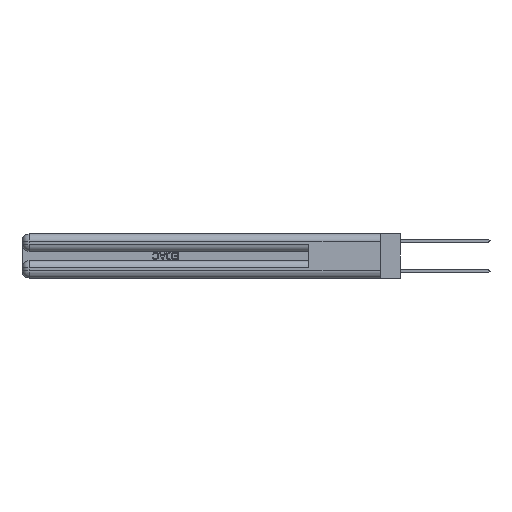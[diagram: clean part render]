
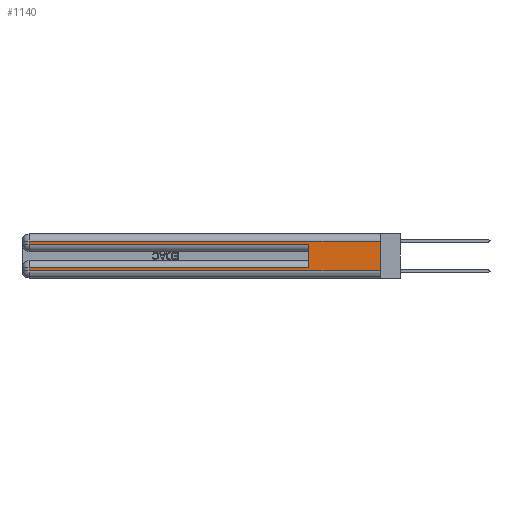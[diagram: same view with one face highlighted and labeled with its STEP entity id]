
A CAD part, left-side view. The second image highlights one B-rep face of the part: STEP entity #1140.
In plain terms, the highlighted planar face has unit normal (-1, 0, 0).
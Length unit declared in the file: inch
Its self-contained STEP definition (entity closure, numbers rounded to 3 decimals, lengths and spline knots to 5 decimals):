
#1071 = LINE ( 'NONE', #11938, #16527 ) ;
#1140 = ADVANCED_FACE ( 'NONE', ( #11021 ), #13570, .F. ) ;
#1495 = CARTESIAN_POINT ( 'NONE',  ( 0., 2.94, 0.085 ) ) ;
#3072 = ORIENTED_EDGE ( 'NONE', *, *, #11234, .T. ) ;
#3392 = CARTESIAN_POINT ( 'NONE',  ( 0., 0., 0.31 ) ) ;
#5555 = CARTESIAN_POINT ( 'NONE',  ( 0., 2.94, 0.37 ) ) ;
#6256 = DIRECTION ( 'NONE',  ( 0., 0., -1. ) ) ;
#6424 = CARTESIAN_POINT ( 'NONE',  ( 0., 2.94, 0.37 ) ) ;
#6678 = EDGE_CURVE ( 'NONE', #11781, #20981, #8732, .T. ) ;
#7193 = DIRECTION ( 'NONE',  ( 0., -1., 0. ) ) ;
#8732 = LINE ( 'NONE', #33938, #35021 ) ;
#9875 = CARTESIAN_POINT ( 'NONE',  ( 0., 0., 0.37 ) ) ;
#10098 = CARTESIAN_POINT ( 'NONE',  ( 0., 0., 0.06 ) ) ;
#10327 = EDGE_CURVE ( 'NONE', #23649, #32699, #31997, .T. ) ;
#10793 = ORIENTED_EDGE ( 'NONE', *, *, #21341, .T. ) ;
#11021 = FACE_OUTER_BOUND ( 'NONE', #25909, .T. ) ;
#11234 = EDGE_CURVE ( 'NONE', #28047, #11781, #19539, .T. ) ;
#11235 = VECTOR ( 'NONE', #34400, 39.37008 ) ;
#11321 = VECTOR ( 'NONE', #22595, 39.37008 ) ;
#11781 = VERTEX_POINT ( 'NONE', #35764 ) ;
#11938 = CARTESIAN_POINT ( 'NONE',  ( 0., 0., 0.085 ) ) ;
#12670 = AXIS2_PLACEMENT_3D ( 'NONE', #33814, #33640, #16507 ) ;
#13169 = EDGE_CURVE ( 'NONE', #30570, #20981, #31033, .T. ) ;
#13429 = DIRECTION ( 'NONE',  ( 0., 1., 0. ) ) ;
#13570 = PLANE ( 'NONE',  #12670 ) ;
#14109 = CARTESIAN_POINT ( 'NONE',  ( 0., 0.6, 0.145 ) ) ;
#14727 = VECTOR ( 'NONE', #17128, 39.37008 ) ;
#15991 = EDGE_CURVE ( 'NONE', #28442, #23170, #28527, .T. ) ;
#16087 = VECTOR ( 'NONE', #7193, 39.37008 ) ;
#16507 = DIRECTION ( 'NONE',  ( 0., 0., -1. ) ) ;
#16527 = VECTOR ( 'NONE', #28493, 39.37008 ) ;
#17128 = DIRECTION ( 'NONE',  ( 0., 0., -1. ) ) ;
#17200 = DIRECTION ( 'NONE',  ( 0., -1., 0. ) ) ;
#18012 = VECTOR ( 'NONE', #13429, 39.37008 ) ;
#18440 = CARTESIAN_POINT ( 'NONE',  ( 0., 0.6, 0.085 ) ) ;
#18881 = ORIENTED_EDGE ( 'NONE', *, *, #10327, .T. ) ;
#19539 = LINE ( 'NONE', #5555, #14727 ) ;
#20981 = VERTEX_POINT ( 'NONE', #30587 ) ;
#21341 = EDGE_CURVE ( 'NONE', #32699, #23170, #32396, .T. ) ;
#21726 = ORIENTED_EDGE ( 'NONE', *, *, #15991, .F. ) ;
#21926 = LINE ( 'NONE', #30185, #18012 ) ;
#22595 = DIRECTION ( 'NONE',  ( 0., 0., 1. ) ) ;
#23170 = VERTEX_POINT ( 'NONE', #10098 ) ;
#23473 = ORIENTED_EDGE ( 'NONE', *, *, #6678, .T. ) ;
#23649 = VERTEX_POINT ( 'NONE', #1495 ) ;
#23849 = ORIENTED_EDGE ( 'NONE', *, *, #13169, .F. ) ;
#24130 = CARTESIAN_POINT ( 'NONE',  ( 0., 0., 0.06 ) ) ;
#24639 = ORIENTED_EDGE ( 'NONE', *, *, #26320, .T. ) ;
#25752 = CARTESIAN_POINT ( 'NONE',  ( 0., 2.94, 0.31 ) ) ;
#25909 = EDGE_LOOP ( 'NONE', ( #21726, #24639, #3072, #23473, #23849, #26789, #18881, #10793 ) ) ;
#26320 = EDGE_CURVE ( 'NONE', #28442, #28047, #21926, .T. ) ;
#26789 = ORIENTED_EDGE ( 'NONE', *, *, #35480, .T. ) ;
#28047 = VERTEX_POINT ( 'NONE', #25752 ) ;
#28442 = VERTEX_POINT ( 'NONE', #3392 ) ;
#28493 = DIRECTION ( 'NONE',  ( 0., 1., 0. ) ) ;
#28527 = LINE ( 'NONE', #9875, #11235 ) ;
#28792 = VECTOR ( 'NONE', #6256, 39.37008 ) ;
#30185 = CARTESIAN_POINT ( 'NONE',  ( 0., 0., 0.31 ) ) ;
#30570 = VERTEX_POINT ( 'NONE', #18440 ) ;
#30587 = CARTESIAN_POINT ( 'NONE',  ( 0., 0.6, 0.285 ) ) ;
#31033 = LINE ( 'NONE', #14109, #11321 ) ;
#31189 = CARTESIAN_POINT ( 'NONE',  ( 0., 2.94, 0.06 ) ) ;
#31997 = LINE ( 'NONE', #6424, #28792 ) ;
#32396 = LINE ( 'NONE', #24130, #16087 ) ;
#32699 = VERTEX_POINT ( 'NONE', #31189 ) ;
#33640 = DIRECTION ( 'NONE',  ( 1., 0., 0. ) ) ;
#33814 = CARTESIAN_POINT ( 'NONE',  ( 0., 0., 0.37 ) ) ;
#33938 = CARTESIAN_POINT ( 'NONE',  ( 0., 0., 0.285 ) ) ;
#34400 = DIRECTION ( 'NONE',  ( 0., 0., -1. ) ) ;
#35021 = VECTOR ( 'NONE', #17200, 39.37008 ) ;
#35480 = EDGE_CURVE ( 'NONE', #30570, #23649, #1071, .T. ) ;
#35764 = CARTESIAN_POINT ( 'NONE',  ( 0., 2.94, 0.285 ) ) ;
